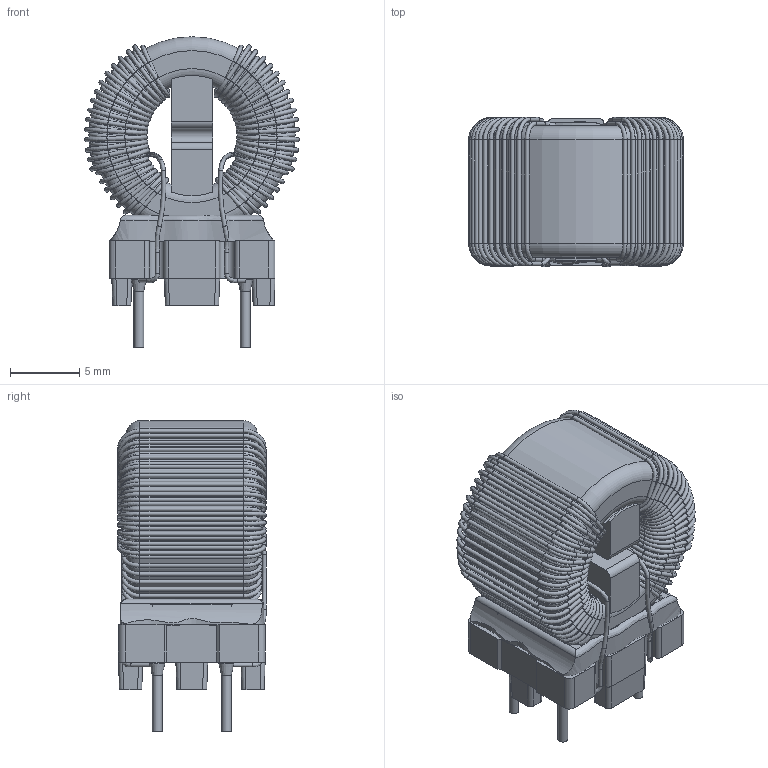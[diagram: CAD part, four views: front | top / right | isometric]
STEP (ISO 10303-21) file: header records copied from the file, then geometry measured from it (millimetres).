
FILE_DESCRIPTION(/* description */ ('Unknown'),/* implementation_level */ '2;1');
FILE_NAME(/* name */ '744822110_S',/* time_stamp */ '2023-06-13T13:25:54+02:00',/* author */ ('Unknown'),/* organization */ ('Unknown'),/* preprocessor_version */ 'ST-DEVELOPER v16.7',/* originating_system */ 'Solid Edge',/* authorisation */ 'Unknown');
FILE_SCHEMA (('AUTOMOTIVE_DESIGN {1 0 10303 214 3 1 1}'));
Length unit declared in the file: millimetre
Products named in the file (6): 744822110_S; Core; Spacer; Solderpoint; Glue; Base
Assembly tree (5 placements, depth 2):
  744822110_S
    Core
    Spacer
    Solderpoint
    Glue
    Base
Bounding box: 15.53 x 10.77 x 22.45 mm (x, y, z)
Volume: 1907.3 mm3; surface area: 3888.9 mm2
Topology: 10 solids, 10 shells, 814 faces, 1763 edges, 966 vertices
Faces by surface type: cylinder 368, bspline 178, torus 165, plane 95, cone 8
Full cylindrical faces by diameter (mm): 0.3 x296, 0.7 x4, 7.7 x1, 14.3 x1
Entity records: 52697 total; most frequent: CARTESIAN_POINT 33081, DIRECTION 3064, ORIENTED_EDGE 2180, EDGE_LOOP 1462, FACE_BOUND 1462, AXIS2_PLACEMENT_3D 1410, EDGE_CURVE 1090, VERTEX_POINT 932
